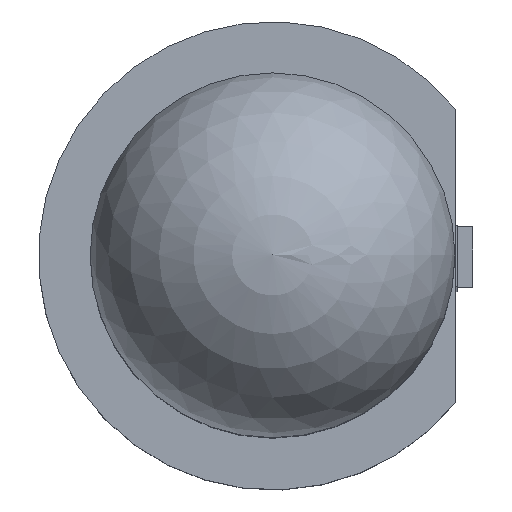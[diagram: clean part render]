
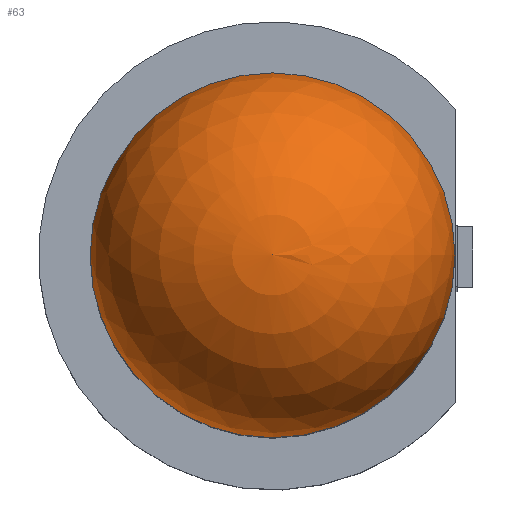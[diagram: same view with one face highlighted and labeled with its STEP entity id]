
A CAD part, top view. The second image highlights one B-rep face of the part: STEP entity #63.
In plain terms, the highlighted spherical face has radius 1.5 mm.
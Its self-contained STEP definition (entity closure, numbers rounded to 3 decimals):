
#63 = ADVANCED_FACE( '', ( #149 ), #150, .T. );
#149 = FACE_OUTER_BOUND( '', #257, .T. );
#150 = SPHERICAL_SURFACE( '', #258, 1.5 );
#257 = EDGE_LOOP( '', ( #374 ) );
#258 = AXIS2_PLACEMENT_3D( '', #375, #376, #377 );
#374 = ORIENTED_EDGE( '', *, *, #666, .F. );
#375 = CARTESIAN_POINT( '', ( 0., 0., 3.8 ) );
#376 = DIRECTION( '', ( 0., 0., 1. ) );
#377 = DIRECTION( '', ( 1., 0., 0. ) );
#666 = EDGE_CURVE( '', #794, #794, #795, .T. );
#794 = VERTEX_POINT( '', #979 );
#795 = CIRCLE( '', #980, 1.5 );
#979 = CARTESIAN_POINT( '', ( -1.5, 0., 3.8 ) );
#980 = AXIS2_PLACEMENT_3D( '', #1209, #1210, #1211 );
#1209 = CARTESIAN_POINT( '', ( 0., 0., 3.8 ) );
#1210 = DIRECTION( '', ( 0., 0., -1. ) );
#1211 = DIRECTION( '', ( -1., 0., 0. ) );
